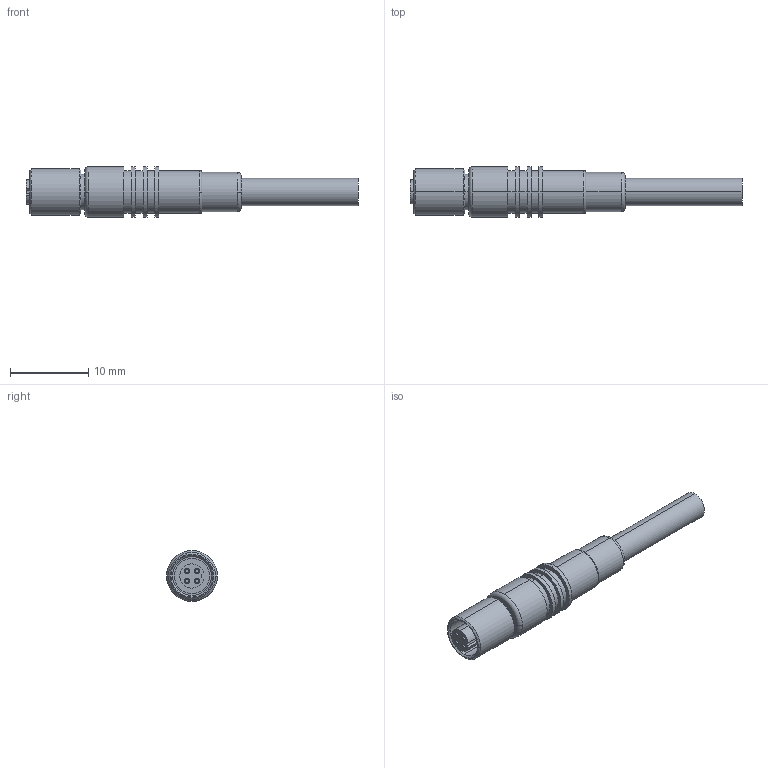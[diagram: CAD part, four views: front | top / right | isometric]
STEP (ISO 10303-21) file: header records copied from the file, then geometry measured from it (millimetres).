
FILE_DESCRIPTION(('SolidDesigner STEP Export'),'2;1');
FILE_NAME('1530498.stp','2011-11-02T 9:33:07',(''),(''),'CoCreate Modeling STEP processor for AP214 (Solid Model)','CoCreate Modeling 16.00A 16-Aug-2008 (C) Parametric Technology GmbH','');
FILE_SCHEMA(('AUTOMOTIVE_DESIGN { 1 0 10303 214 1 1 1 1 }'));
Length unit declared in the file: millimetre
Products named in the file (2): 1530498
Assembly tree (1 placements, depth 2):
  1530498
    1530498
Bounding box: 42.5 x 6.5 x 6.5 mm (x, y, z)
Volume: 790.8 mm3; surface area: 997.6 mm2
Topology: 1 solids, 1 shells, 80 faces, 182 edges, 120 vertices
Faces by surface type: cylinder 40, plane 20, cone 14, torus 6
Entity records: 2506 total; most frequent: ORIENTED_EDGE 364, CARTESIAN_POINT 285, DIRECTION 270, EDGE_CURVE 182, VERTEX_POINT 120, AXIS2_PLACEMENT_3D 105, EDGE_LOOP 96, COLOUR_RGB 81
